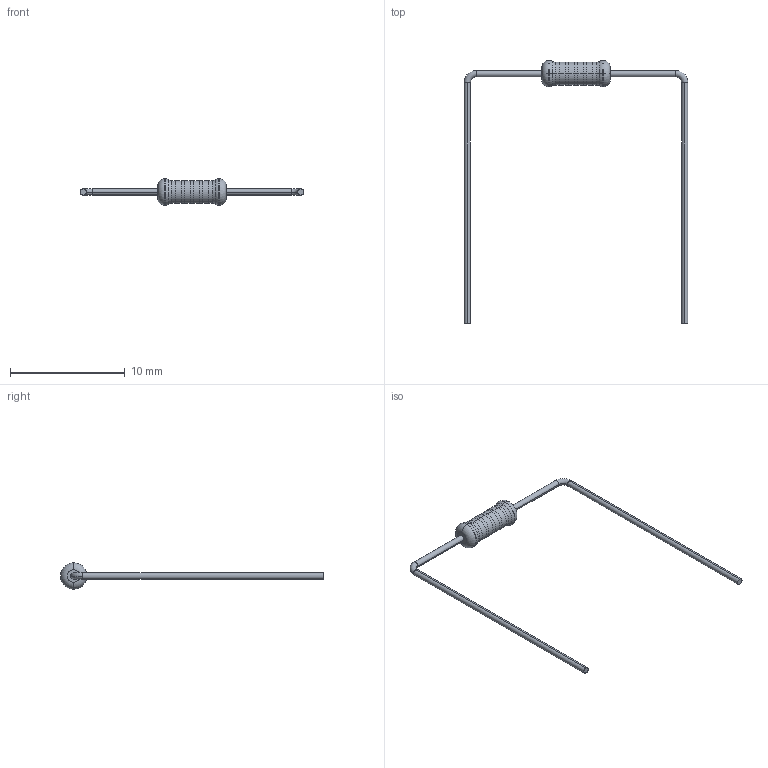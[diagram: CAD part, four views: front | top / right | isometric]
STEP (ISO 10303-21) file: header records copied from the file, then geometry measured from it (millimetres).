
FILE_DESCRIPTION (( 'STEP AP214' ), '1' );
FILE_NAME ('CF14JT10K0.STEP', '2023-04-05T04:20:46', ( '' ), ( '' ), 'SwSTEP 2.0', 'SolidWorks 2021', '' );
FILE_SCHEMA (( 'AUTOMOTIVE_DESIGN' ));
Length unit declared in the file: millimetre
Products named in the file (1): CF14JT10K0
Bounding box: 19.53 x 22.95 x 2.3 mm (x, y, z)
Volume: 33 mm3; surface area: 183.2 mm2
Topology: 8 solids, 8 shells, 92 faces, 182 edges, 116 vertices
Faces by surface type: cylinder 50, plane 26, torus 16
Entity records: 2547 total; most frequent: DIRECTION 500, CARTESIAN_POINT 391, ORIENTED_EDGE 364, AXIS2_PLACEMENT_3D 225, EDGE_CURVE 182, CIRCLE 132, VERTEX_POINT 116, EDGE_LOOP 112
